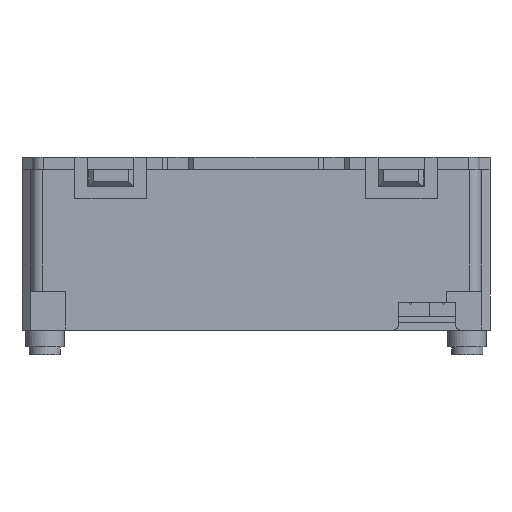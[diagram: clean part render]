
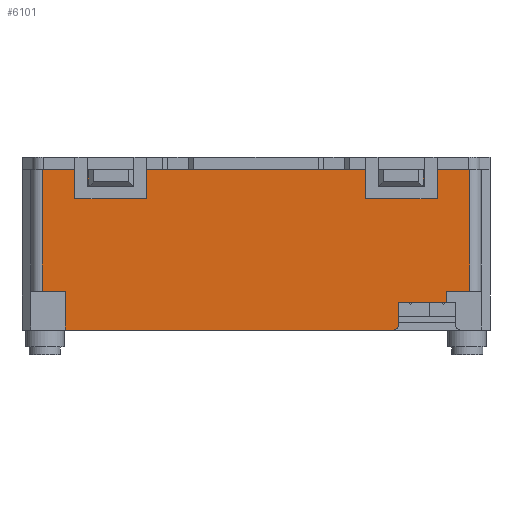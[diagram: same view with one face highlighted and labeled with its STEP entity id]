
A CAD part, front view. The second image highlights one B-rep face of the part: STEP entity #6101.
In plain terms, the highlighted face is planar.
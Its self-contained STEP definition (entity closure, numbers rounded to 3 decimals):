
#1071=DIRECTION('',(-1.,0.,0.));
#1072=VECTOR('',#1071,4.2);
#1073=CARTESIAN_POINT('',(19.2,14.4,21.25));
#1074=LINE('',#1073,#1072);
#1113=DIRECTION('',(-1.,0.,0.));
#1114=VECTOR('',#1113,22.);
#1115=CARTESIAN_POINT('',(11.,14.4,21.25));
#1116=LINE('',#1115,#1114);
#1155=DIRECTION('',(-1.,0.,0.));
#1156=VECTOR('',#1155,4.2);
#1157=CARTESIAN_POINT('',(-15.,14.4,21.25));
#1158=LINE('',#1157,#1156);
#1431=DIRECTION('',(0.,-1.,0.));
#1432=VECTOR('',#1431,10.9);
#1433=CARTESIAN_POINT('',(-19.2,14.4,21.25));
#1434=LINE('',#1433,#1432);
#1445=CARTESIAN_POINT('',(12.3,0.5,21.25));
#1446=DIRECTION('',(0.,0.,-1.));
#1447=DIRECTION('',(1.,0.,0.));
#1448=AXIS2_PLACEMENT_3D('',#1445,#1446,#1447);
#1453=DIRECTION('',(-1.,0.,0.));
#1454=VECTOR('',#1453,29.4);
#1455=CARTESIAN_POINT('',(12.3,0.,21.25));
#1456=LINE('',#1455,#1454);
#1460=DIRECTION('',(-1.,0.,0.));
#1461=VECTOR('',#1460,2.1);
#1462=CARTESIAN_POINT('',(-17.1,3.5,21.25));
#1463=LINE('',#1462,#1461);
#1467=DIRECTION('',(0.,1.,0.));
#1468=VECTOR('',#1467,1.5);
#1469=CARTESIAN_POINT('',(-11.,12.9,21.25));
#1470=LINE('',#1469,#1468);
#1474=DIRECTION('',(0.,1.,0.));
#1475=VECTOR('',#1474,1.5);
#1476=CARTESIAN_POINT('',(15.,12.9,21.25));
#1477=LINE('',#1476,#1475);
#1481=DIRECTION('',(-1.,0.,0.));
#1482=VECTOR('',#1481,2.1);
#1483=CARTESIAN_POINT('',(19.2,3.5,21.25));
#1484=LINE('',#1483,#1482);
#1488=DIRECTION('',(0.,-1.,0.));
#1489=VECTOR('',#1488,1.);
#1490=CARTESIAN_POINT('',(17.1,3.5,21.25));
#1491=LINE('',#1490,#1489);
#1495=DIRECTION('',(0.,-1.,0.));
#1496=VECTOR('',#1495,2.);
#1497=CARTESIAN_POINT('',(12.8,2.5,21.25));
#1498=LINE('',#1497,#1496);
#1530=DIRECTION('',(1.,0.,0.));
#1531=VECTOR('',#1530,4.3);
#1532=CARTESIAN_POINT('',(12.8,2.5,21.25));
#1533=LINE('',#1532,#1531);
#1622=DIRECTION('',(0.,1.,0.));
#1623=VECTOR('',#1622,10.9);
#1624=CARTESIAN_POINT('',(19.2,3.5,21.25));
#1625=LINE('',#1624,#1623);
#1924=DIRECTION('',(0.,-1.,0.));
#1925=VECTOR('',#1924,3.5);
#1926=CARTESIAN_POINT('',(-17.1,3.5,21.25));
#1927=LINE('',#1926,#1925);
#1938=DIRECTION('',(0.,1.,0.));
#1939=VECTOR('',#1938,1.5);
#1940=CARTESIAN_POINT('',(-15.,12.9,21.25));
#1941=LINE('',#1940,#1939);
#1994=DIRECTION('',(-1.,0.,0.));
#1995=VECTOR('',#1994,4.);
#1996=CARTESIAN_POINT('',(-11.,12.9,21.25));
#1997=LINE('',#1996,#1995);
#2022=DIRECTION('',(0.,1.,0.));
#2023=VECTOR('',#2022,1.5);
#2024=CARTESIAN_POINT('',(11.,12.9,21.25));
#2025=LINE('',#2024,#2023);
#2078=DIRECTION('',(-1.,0.,0.));
#2079=VECTOR('',#2078,4.);
#2080=CARTESIAN_POINT('',(15.,12.9,21.25));
#2081=LINE('',#2080,#2079);
#4178=CARTESIAN_POINT('',(-17.1,0.,21.25));
#4179=VERTEX_POINT('',#4178);
#4180=CARTESIAN_POINT('',(12.3,0.,21.25));
#4181=VERTEX_POINT('',#4180);
#4596=CARTESIAN_POINT('',(12.8,2.5,21.25));
#4597=VERTEX_POINT('',#4596);
#4598=CARTESIAN_POINT('',(17.1,2.5,21.25));
#4599=VERTEX_POINT('',#4598);
#4608=CARTESIAN_POINT('',(12.8,0.5,21.25));
#4609=VERTEX_POINT('',#4608);
#4610=CARTESIAN_POINT('',(-17.1,3.5,21.25));
#4611=VERTEX_POINT('',#4610);
#4612=CARTESIAN_POINT('',(-19.2,3.5,21.25));
#4613=VERTEX_POINT('',#4612);
#4614=CARTESIAN_POINT('',(-19.2,14.4,21.25));
#4615=VERTEX_POINT('',#4614);
#4616=CARTESIAN_POINT('',(-15.,14.4,21.25));
#4617=VERTEX_POINT('',#4616);
#4618=CARTESIAN_POINT('',(-15.,12.9,21.25));
#4619=VERTEX_POINT('',#4618);
#4620=CARTESIAN_POINT('',(-11.,12.9,21.25));
#4621=VERTEX_POINT('',#4620);
#4622=CARTESIAN_POINT('',(-11.,14.4,21.25));
#4623=VERTEX_POINT('',#4622);
#4624=CARTESIAN_POINT('',(11.,14.4,21.25));
#4625=VERTEX_POINT('',#4624);
#4626=CARTESIAN_POINT('',(11.,12.9,21.25));
#4627=VERTEX_POINT('',#4626);
#4628=CARTESIAN_POINT('',(15.,12.9,21.25));
#4629=VERTEX_POINT('',#4628);
#4630=CARTESIAN_POINT('',(15.,14.4,21.25));
#4631=VERTEX_POINT('',#4630);
#4632=CARTESIAN_POINT('',(19.2,14.4,21.25));
#4633=VERTEX_POINT('',#4632);
#4634=CARTESIAN_POINT('',(19.2,3.5,21.25));
#4635=VERTEX_POINT('',#4634);
#4636=CARTESIAN_POINT('',(17.1,3.5,21.25));
#4637=VERTEX_POINT('',#4636);
#6062=CARTESIAN_POINT('',(-20.2,0.,21.25));
#6063=DIRECTION('',(0.,0.,1.));
#6064=DIRECTION('',(1.,0.,0.));
#6065=AXIS2_PLACEMENT_3D('',#6062,#6063,#6064);
#6066=PLANE('',#6065);
#6068=ORIENTED_EDGE('',*,*,#6067,.T.);
#6069=ORIENTED_EDGE('',*,*,#4927,.T.);
#6071=ORIENTED_EDGE('',*,*,#6070,.F.);
#6072=ORIENTED_EDGE('',*,*,#6005,.T.);
#6073=ORIENTED_EDGE('',*,*,#6031,.F.);
#6074=ORIENTED_EDGE('',*,*,#5684,.F.);
#6076=ORIENTED_EDGE('',*,*,#6075,.F.);
#6078=ORIENTED_EDGE('',*,*,#6077,.F.);
#6080=ORIENTED_EDGE('',*,*,#6079,.T.);
#6081=ORIENTED_EDGE('',*,*,#5672,.F.);
#6083=ORIENTED_EDGE('',*,*,#6082,.F.);
#6085=ORIENTED_EDGE('',*,*,#6084,.F.);
#6087=ORIENTED_EDGE('',*,*,#6086,.T.);
#6088=ORIENTED_EDGE('',*,*,#5660,.F.);
#6090=ORIENTED_EDGE('',*,*,#6089,.F.);
#6092=ORIENTED_EDGE('',*,*,#6091,.T.);
#6094=ORIENTED_EDGE('',*,*,#6093,.T.);
#6096=ORIENTED_EDGE('',*,*,#6095,.F.);
#6098=ORIENTED_EDGE('',*,*,#6097,.T.);
#6099=EDGE_LOOP('',(#6068,#6069,#6071,#6072,#6073,#6074,#6076,#6078,#6080,#6081,
#6083,#6085,#6087,#6088,#6090,#6092,#6094,#6096,#6098));
#6100=FACE_OUTER_BOUND('',#6099,.F.);
#1449=CIRCLE('',#1448,0.5);
#4927=EDGE_CURVE('',#4181,#4179,#1456,.T.);
#5660=EDGE_CURVE('',#4633,#4631,#1074,.T.);
#5672=EDGE_CURVE('',#4625,#4623,#1116,.T.);
#5684=EDGE_CURVE('',#4617,#4615,#1158,.T.);
#6005=EDGE_CURVE('',#4611,#4613,#1463,.T.);
#6031=EDGE_CURVE('',#4615,#4613,#1434,.T.);
#6067=EDGE_CURVE('',#4609,#4181,#1449,.T.);
#6070=EDGE_CURVE('',#4611,#4179,#1927,.T.);
#6075=EDGE_CURVE('',#4619,#4617,#1941,.T.);
#6077=EDGE_CURVE('',#4621,#4619,#1997,.T.);
#6079=EDGE_CURVE('',#4621,#4623,#1470,.T.);
#6082=EDGE_CURVE('',#4627,#4625,#2025,.T.);
#6084=EDGE_CURVE('',#4629,#4627,#2081,.T.);
#6086=EDGE_CURVE('',#4629,#4631,#1477,.T.);
#6089=EDGE_CURVE('',#4635,#4633,#1625,.T.);
#6091=EDGE_CURVE('',#4635,#4637,#1484,.T.);
#6093=EDGE_CURVE('',#4637,#4599,#1491,.T.);
#6095=EDGE_CURVE('',#4597,#4599,#1533,.T.);
#6097=EDGE_CURVE('',#4597,#4609,#1498,.T.);
#6101=ADVANCED_FACE('',(#6100),#6066,.T.);
